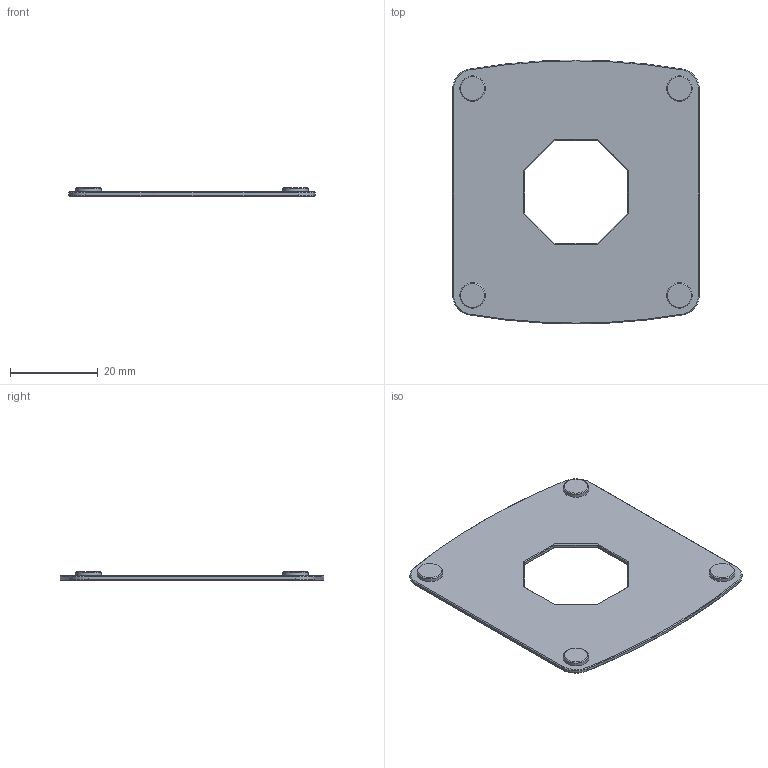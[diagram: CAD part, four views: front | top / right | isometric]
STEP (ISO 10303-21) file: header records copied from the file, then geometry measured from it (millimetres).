
FILE_DESCRIPTION(('FreeCAD Model'),'2;1');
FILE_NAME('Open CASCADE Shape Model','2024-11-10T09:27:00',('Author'),( ''),'Open CASCADE STEP processor 7.7','FreeCAD','Unknown');
FILE_SCHEMA(('AUTOMOTIVE_DESIGN { 1 0 10303 214 1 1 1 1 }'));
Length unit declared in the file: millimetre
Products named in the file (1): 5-Light-Polarizer-clear-or-natural
Bounding box: 56 x 60 x 2 mm (x, y, z)
Volume: 2885 mm3; surface area: 5874.6 mm2
Topology: 1 solids, 1 shells, 66 faces, 144 edges, 84 vertices
Faces by surface type: plane 36, cone 20, cylinder 10
Full cylindrical faces by diameter (mm): 5.8 x4
Entity records: 1792 total; most frequent: DIRECTION 322, CARTESIAN_POINT 295, ORIENTED_EDGE 288, EDGE_CURVE 144, AXIS2_PLACEMENT_3D 111, LINE 100, VECTOR 100, VERTEX_POINT 84
